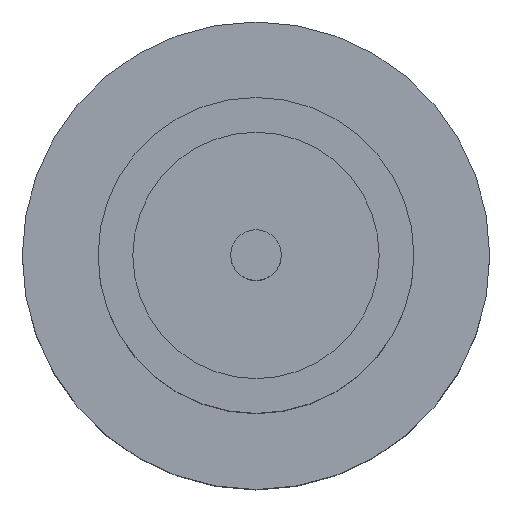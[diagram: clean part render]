
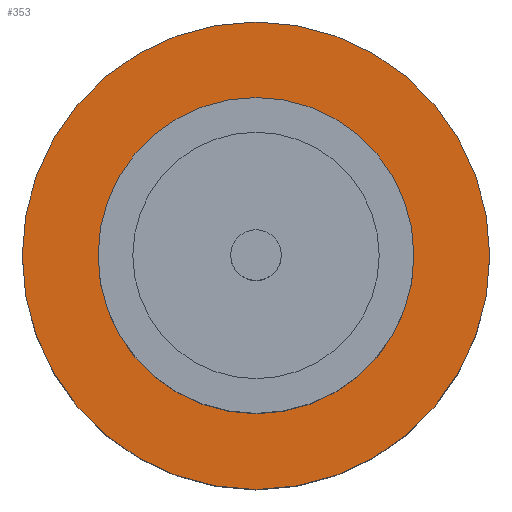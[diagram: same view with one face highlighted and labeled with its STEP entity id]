
A CAD part, top view. The second image highlights one B-rep face of the part: STEP entity #353.
In plain terms, the highlighted planar face has unit normal (0, 0, 1).
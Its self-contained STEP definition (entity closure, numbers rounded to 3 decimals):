
#9 = VERTEX_POINT ( 'NONE', #520 ) ;
#33 = CARTESIAN_POINT ( 'NONE',  ( 0., 0., 1.55 ) ) ;
#43 = DIRECTION ( 'NONE',  ( 1., 0., 0. ) ) ;
#50 = AXIS2_PLACEMENT_3D ( 'NONE', #756, #216, #214 ) ;
#56 = AXIS2_PLACEMENT_3D ( 'NONE', #33, #545, #824 ) ;
#79 = VERTEX_POINT ( 'NONE', #275 ) ;
#109 = CARTESIAN_POINT ( 'NONE',  ( -1.85, 0., 1.55 ) ) ;
#147 = EDGE_CURVE ( 'NONE', #9, #652, #546, .T. ) ;
#180 = EDGE_LOOP ( 'NONE', ( #830, #377 ) ) ;
#192 = FACE_OUTER_BOUND ( 'NONE', #180, .T. ) ;
#214 = DIRECTION ( 'NONE',  ( 1., 0., 0. ) ) ;
#216 = DIRECTION ( 'NONE',  ( 0., 0., 1. ) ) ;
#275 = CARTESIAN_POINT ( 'NONE',  ( 1.85, 0., 1.55 ) ) ;
#281 = VERTEX_POINT ( 'NONE', #109 ) ;
#283 = DIRECTION ( 'NONE',  ( 1., 0., 0. ) ) ;
#303 = DIRECTION ( 'NONE',  ( 1., 0., 0. ) ) ;
#318 = DIRECTION ( 'NONE',  ( 0., 0., 1. ) ) ;
#326 = CARTESIAN_POINT ( 'NONE',  ( 0., 0., 1.55 ) ) ;
#342 = CIRCLE ( 'NONE', #718, 1.85 ) ;
#353 = ADVANCED_FACE ( 'NONE', ( #697, #192 ), #678, .T. ) ;
#360 = AXIS2_PLACEMENT_3D ( 'NONE', #417, #367, #303 ) ;
#367 = DIRECTION ( 'NONE',  ( 0., 0., 1. ) ) ;
#377 = ORIENTED_EDGE ( 'NONE', *, *, #849, .T. ) ;
#417 = CARTESIAN_POINT ( 'NONE',  ( 0., 0., 1.55 ) ) ;
#426 = CIRCLE ( 'NONE', #56, 1.85 ) ;
#438 = EDGE_CURVE ( 'NONE', #281, #79, #342, .T. ) ;
#459 = CARTESIAN_POINT ( 'NONE',  ( -1.25, 0., 1.55 ) ) ;
#503 = ORIENTED_EDGE ( 'NONE', *, *, #147, .F. ) ;
#520 = CARTESIAN_POINT ( 'NONE',  ( 1.25, 0., 1.55 ) ) ;
#527 = EDGE_CURVE ( 'NONE', #652, #9, #721, .T. ) ;
#545 = DIRECTION ( 'NONE',  ( 0., 0., 1. ) ) ;
#546 = CIRCLE ( 'NONE', #50, 1.25 ) ;
#615 = AXIS2_PLACEMENT_3D ( 'NONE', #702, #318, #43 ) ;
#652 = VERTEX_POINT ( 'NONE', #459 ) ;
#654 = DIRECTION ( 'NONE',  ( 0., 0., 1. ) ) ;
#678 = PLANE ( 'NONE',  #360 ) ;
#697 = FACE_BOUND ( 'NONE', #783, .T. ) ;
#702 = CARTESIAN_POINT ( 'NONE',  ( 0., 0., 1.55 ) ) ;
#718 = AXIS2_PLACEMENT_3D ( 'NONE', #326, #654, #283 ) ;
#721 = CIRCLE ( 'NONE', #615, 1.25 ) ;
#756 = CARTESIAN_POINT ( 'NONE',  ( 0., 0., 1.55 ) ) ;
#783 = EDGE_LOOP ( 'NONE', ( #503, #828 ) ) ;
#824 = DIRECTION ( 'NONE',  ( 1., 0., 0. ) ) ;
#828 = ORIENTED_EDGE ( 'NONE', *, *, #527, .F. ) ;
#830 = ORIENTED_EDGE ( 'NONE', *, *, #438, .T. ) ;
#849 = EDGE_CURVE ( 'NONE', #79, #281, #426, .T. ) ;
